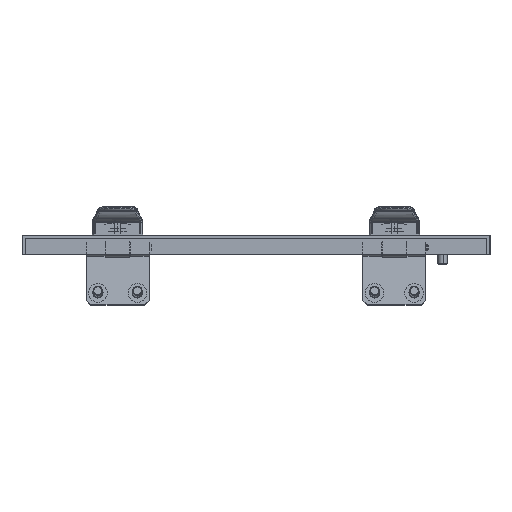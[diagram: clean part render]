
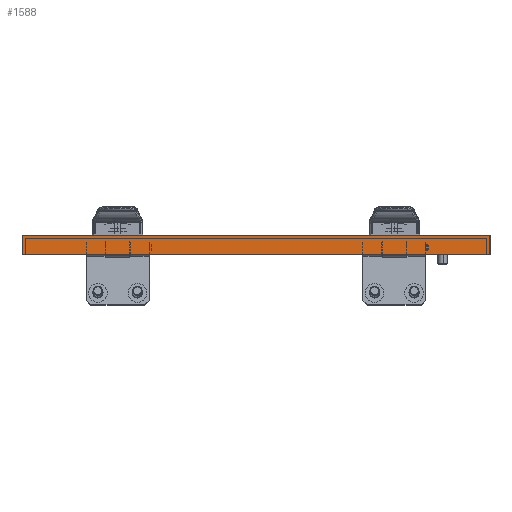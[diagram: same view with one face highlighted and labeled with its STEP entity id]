
A CAD part, left-side view. The second image highlights one B-rep face of the part: STEP entity #1588.
In plain terms, the highlighted planar face has unit normal (-1, 0, 0).
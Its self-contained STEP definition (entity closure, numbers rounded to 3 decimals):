
#701 = AXIS2_PLACEMENT_3D ( 'NONE', #62897, #71790, #107472 ) ;
#1563 = LINE ( 'NONE', #9376, #77413 ) ;
#1588 = ADVANCED_FACE ( 'NONE', ( #81788 ), #37845, .F. ) ;
#3261 = VERTEX_POINT ( 'NONE', #20708 ) ;
#9376 = CARTESIAN_POINT ( 'NONE',  ( -895., -298., -12.5 ) ) ;
#13612 = CARTESIAN_POINT ( 'NONE',  ( -895., -150., -12.5 ) ) ;
#16313 = CARTESIAN_POINT ( 'NONE',  ( -895., -298., 0. ) ) ;
#16565 = VERTEX_POINT ( 'NONE', #20890 ) ;
#16993 = CARTESIAN_POINT ( 'NONE',  ( -895., -446., 2.838 ) ) ;
#20708 = CARTESIAN_POINT ( 'NONE',  ( -895., -150., 0. ) ) ;
#20890 = CARTESIAN_POINT ( 'NONE',  ( -895., -446., 0. ) ) ;
#23971 = ORIENTED_EDGE ( 'NONE', *, *, #87171, .T. ) ;
#26957 = EDGE_LOOP ( 'NONE', ( #55999, #85305, #28221, #23971 ) ) ;
#28221 = ORIENTED_EDGE ( 'NONE', *, *, #68244, .F. ) ;
#36033 = LINE ( 'NONE', #104010, #94241 ) ;
#37845 = PLANE ( 'NONE',  #701 ) ;
#50373 = VECTOR ( 'NONE', #50944, 1000. ) ;
#50944 = DIRECTION ( 'NONE',  ( 0., 0., -1. ) ) ;
#55999 = ORIENTED_EDGE ( 'NONE', *, *, #80493, .T. ) ;
#58205 = LINE ( 'NONE', #16993, #50373 ) ;
#58897 = DIRECTION ( 'NONE',  ( 0., 0., -1. ) ) ;
#60550 = DIRECTION ( 'NONE',  ( 0., -1., 0. ) ) ;
#62125 = CARTESIAN_POINT ( 'NONE',  ( -895., -446., -12.5 ) ) ;
#62897 = CARTESIAN_POINT ( 'NONE',  ( -895., -298., -2. ) ) ;
#68244 = EDGE_CURVE ( 'NONE', #16565, #89955, #58205, .T. ) ;
#71790 = DIRECTION ( 'NONE',  ( 1., 0., 0. ) ) ;
#76423 = DIRECTION ( 'NONE',  ( 0., 1., 0. ) ) ;
#77413 = VECTOR ( 'NONE', #60550, 1000. ) ;
#80493 = EDGE_CURVE ( 'NONE', #3261, #96068, #36033, .T. ) ;
#81788 = FACE_OUTER_BOUND ( 'NONE', #26957, .T. ) ;
#85305 = ORIENTED_EDGE ( 'NONE', *, *, #107929, .T. ) ;
#87171 = EDGE_CURVE ( 'NONE', #16565, #3261, #109916, .T. ) ;
#87368 = VECTOR ( 'NONE', #76423, 1000. ) ;
#89955 = VERTEX_POINT ( 'NONE', #62125 ) ;
#94241 = VECTOR ( 'NONE', #58897, 1000. ) ;
#96068 = VERTEX_POINT ( 'NONE', #13612 ) ;
#104010 = CARTESIAN_POINT ( 'NONE',  ( -895., -150., 2.838 ) ) ;
#107472 = DIRECTION ( 'NONE',  ( 0., 0., 1. ) ) ;
#107929 = EDGE_CURVE ( 'NONE', #96068, #89955, #1563, .T. ) ;
#109916 = LINE ( 'NONE', #16313, #87368 ) ;
